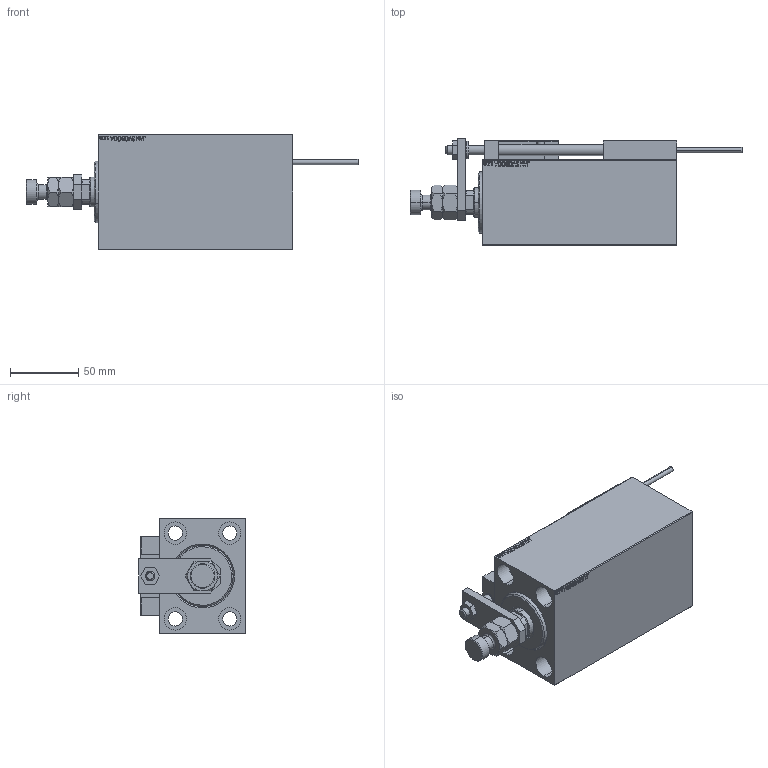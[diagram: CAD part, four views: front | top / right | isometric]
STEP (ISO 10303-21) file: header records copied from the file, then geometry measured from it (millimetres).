
FILE_DESCRIPTION (( 'STEP AP203' ), '1' );
FILE_NAME ('c4ed.STEP', '2024-02-12T16:15:53', ( '' ), ( '' ), 'SwSTEP 2.0', 'SolidWorks 2019', '' );
FILE_SCHEMA (( 'CONFIG_CONTROL_DESIGN' ));
Length unit declared in the file: millimetre
Products named in the file (16): NUT_D12 fcb7afde8454e57c448da023a6ef90b9; TYC_L79 fcb7afde8454e57c448da023a6ef90b9; KONCOVKA fcb7afde8454e57c448da023a6ef90b9; ALLEN BOLT D5 fcb7afde8454e57c448da023a6ef90b9; Block fcb7afde8454e57c448da023a6ef90b9; ZARAZKA fcb7afde8454e57c448da023a6ef90b9; SWITCH_X_FRONT_BACK fcb7afde8454e57c448da023a6ef90b9; c4ed; SWITCH X fcb7afde8454e57c448da023a6ef90b9; V450CM_C_VCP fcb7afde8454e57c448da023a6ef90b9; ALLEN BOLT D8 fcb7afde8454e57c448da023a6ef90b9; V450CM_C_Body fcb7afde8454e57c448da023a6ef90b9; MAGNET fcb7afde8454e57c448da023a6ef90b9; V450CM_VC_B fcb7afde8454e57c448da023a6ef90b9; X_Y_MFA fcb7afde8454e57c448da023a6ef90b9; SWITCH DIM B,W fcb7afde8454e57c448da023a6ef90b9
Assembly tree (25 placements, depth 3):
  c4ed
    V450CM_C_Body fcb7afde8454e57c448da023a6ef90b9
    SWITCH X fcb7afde8454e57c448da023a6ef90b9
      SWITCH_X_FRONT_BACK fcb7afde8454e57c448da023a6ef90b9  x2
      TYC_L79 fcb7afde8454e57c448da023a6ef90b9
      Block fcb7afde8454e57c448da023a6ef90b9  x2
      ALLEN BOLT D5 fcb7afde8454e57c448da023a6ef90b9  x4
      ALLEN BOLT D8 fcb7afde8454e57c448da023a6ef90b9  x4
      MAGNET fcb7afde8454e57c448da023a6ef90b9  x2
      KONCOVKA fcb7afde8454e57c448da023a6ef90b9  x2
    NUT_D12 fcb7afde8454e57c448da023a6ef90b9
    SWITCH DIM B,W fcb7afde8454e57c448da023a6ef90b9
    ZARAZKA fcb7afde8454e57c448da023a6ef90b9
    V450CM_C_VCP fcb7afde8454e57c448da023a6ef90b9
    V450CM_VC_B fcb7afde8454e57c448da023a6ef90b9
    X_Y_MFA fcb7afde8454e57c448da023a6ef90b9
Bounding box: 244 x 78.5 x 85 mm (x, y, z)
Volume: 697176 mm3; surface area: 143206 mm2
Topology: 24 solids, 24 shells, 1330 faces, 3162 edges, 2013 vertices
Faces by surface type: plane 576, bspline 380, cylinder 188, cone 134, torus 48, sphere 4
Entity records: 51704 total; most frequent: CARTESIAN_POINT 26431, ORIENTED_EDGE 5344, DIRECTION 3640, EDGE_CURVE 2672, VERTEX_POINT 1737, LINE 1500, VECTOR 1500, EDGE_LOOP 1241
